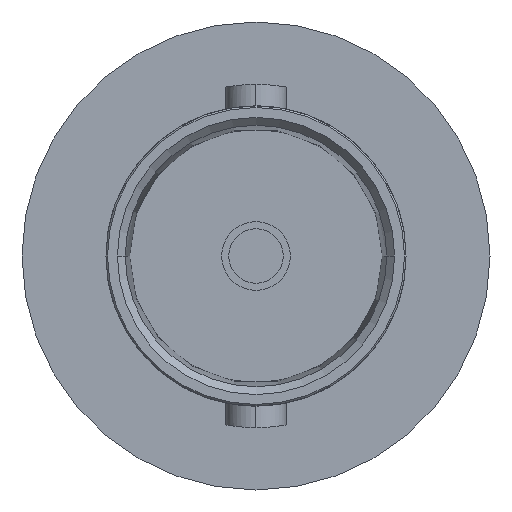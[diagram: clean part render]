
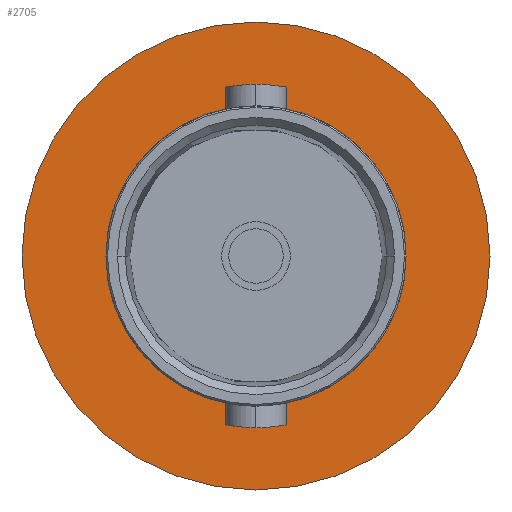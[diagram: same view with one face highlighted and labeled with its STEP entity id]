
A CAD part, left-side view. The second image highlights one B-rep face of the part: STEP entity #2705.
In plain terms, the highlighted planar face has unit normal (-1, 0, 0).
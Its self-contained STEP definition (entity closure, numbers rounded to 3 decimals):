
#239=CARTESIAN_POINT('',(11.,0.,0.));
#240=DIRECTION('',(-1.,0.,0.));
#241=DIRECTION('',(0.,1.,0.));
#242=AXIS2_PLACEMENT_3D('',#239,#240,#241);
#603=CARTESIAN_POINT('',(11.,0.,0.));
#604=DIRECTION('',(1.,0.,0.));
#605=DIRECTION('',(0.,1.,0.));
#606=AXIS2_PLACEMENT_3D('',#603,#604,#605);
#624=CARTESIAN_POINT('',(11.,0.,0.));
#625=DIRECTION('',(1.,0.,0.));
#626=DIRECTION('',(0.,1.,0.));
#627=AXIS2_PLACEMENT_3D('',#624,#625,#626);
#629=CARTESIAN_POINT('',(11.,0.,0.));
#630=DIRECTION('',(-1.,0.,0.));
#631=DIRECTION('',(0.,1.,0.));
#632=AXIS2_PLACEMENT_3D('',#629,#630,#631);
#1761=CARTESIAN_POINT('',(11.,7.5,0.));
#1763=VERTEX_POINT('',#1761);
#1765=CARTESIAN_POINT('',(11.,-7.5,0.));
#1767=VERTEX_POINT('',#1765);
#1768=CARTESIAN_POINT('',(11.,4.81,0.));
#1769=CARTESIAN_POINT('',(11.,-4.81,0.));
#1770=VERTEX_POINT('',#1768);
#1771=VERTEX_POINT('',#1769);
#2690=CARTESIAN_POINT('',(11.,0.,0.));
#2691=DIRECTION('',(1.,0.,0.));
#2692=DIRECTION('',(0.,-1.,0.));
#2693=AXIS2_PLACEMENT_3D('',#2690,#2691,#2692);
#2694=PLANE('',#2693);
#2696=ORIENTED_EDGE('',*,*,#2695,.T.);
#2698=ORIENTED_EDGE('',*,*,#2697,.F.);
#2699=EDGE_LOOP('',(#2696,#2698));
#2700=FACE_OUTER_BOUND('',#2699,.F.);
#2701=ORIENTED_EDGE('',*,*,#2384,.T.);
#2702=ORIENTED_EDGE('',*,*,#2676,.F.);
#2703=EDGE_LOOP('',(#2701,#2702));
#2704=FACE_BOUND('',#2703,.F.);
#2705=ADVANCED_FACE('',(#2700,#2704),#2694,.F.);
#243=CIRCLE('',#242,4.81);
#607=CIRCLE('',#606,4.81);
#628=CIRCLE('',#627,7.5);
#633=CIRCLE('',#632,7.5);
#2384=EDGE_CURVE('',#1770,#1771,#243,.T.);
#2676=EDGE_CURVE('',#1770,#1771,#607,.T.);
#2695=EDGE_CURVE('',#1763,#1767,#628,.T.);
#2697=EDGE_CURVE('',#1763,#1767,#633,.T.);
